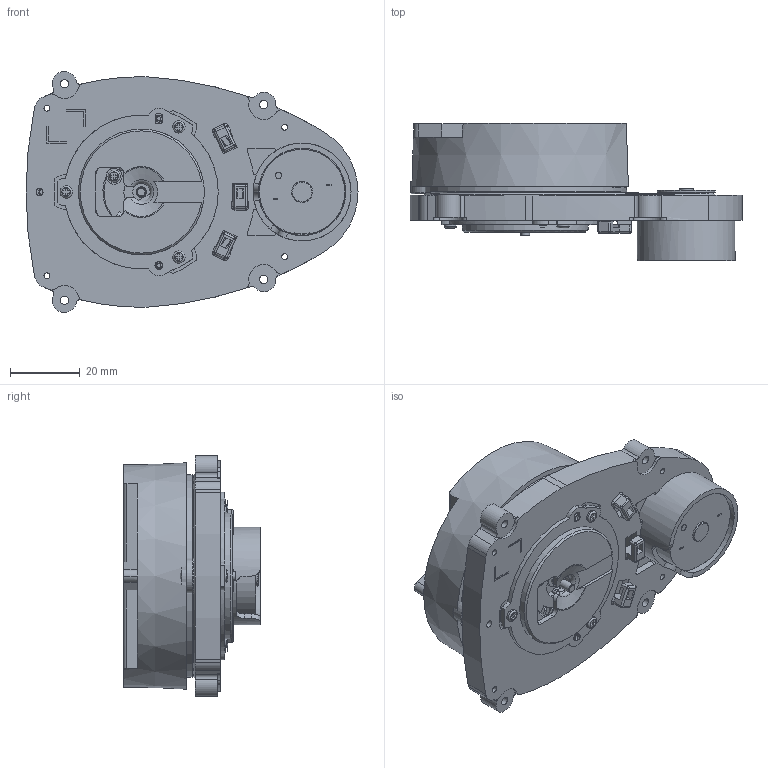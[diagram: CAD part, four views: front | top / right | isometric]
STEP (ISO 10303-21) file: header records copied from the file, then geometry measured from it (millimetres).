
FILE_DESCRIPTION(/* description */ (''),/* implementation_level */ '2;1');
FILE_NAME(/* name */ 'LDS-01.step',/* time_stamp */ '2022-12-14T19:33:53-03:00',/* author */ (''),/* organization */ (''),/* preprocessor_version */ 'ST-DEVELOPER v19.2',/* originating_system */ 'Autodesk Translation Framework v11.17.0.187',/* authorisation */ '');
FILE_SCHEMA (('AUTOMOTIVE_DESIGN { 1 0 10303 214 3 1 1 }'));
Length unit declared in the file: millimetre
Products named in the file (1): LDS-01
Bounding box: 95 x 39.2 x 69 mm (x, y, z)
Volume: 54877.6 mm3; surface area: 60766.4 mm2
Topology: 24 solids, 24 shells, 2009 faces, 5248 edges, 3421 vertices
Faces by surface type: plane 1162, cylinder 578, cone 158, torus 91, sphere 16, bspline 4
Full cylindrical faces by diameter (mm): 0.6 x4, 0.7 x2, 1.32 x14, 1.4 x1, 1.613 x1, 1.7 x25, 1.8 x1, 1.9 x2, 2 x8, 2.1 x1, 2.2 x7, 2.3 x8, 2.4 x4, 2.5 x4, 2.7 x1, 3 x1, 3.4 x2, 3.5 x13, 4 x6, 4.02 x1, 4.1 x1, 4.2 x2, 4.4 x2, 4.5 x3, 4.6 x3, 5 x6, 6 x2, 6.45 x1, 6.5 x3, 7 x1
Entity records: 64790 total; most frequent: CARTESIAN_POINT 11914, DIRECTION 10932, ORIENTED_EDGE 10494, EDGE_CURVE 5247, AXIS2_PLACEMENT_3D 3906, VERTEX_POINT 3421, LINE 3120, VECTOR 3120
